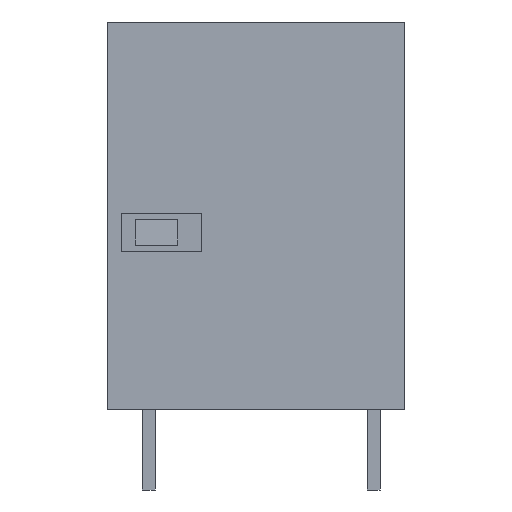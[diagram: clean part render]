
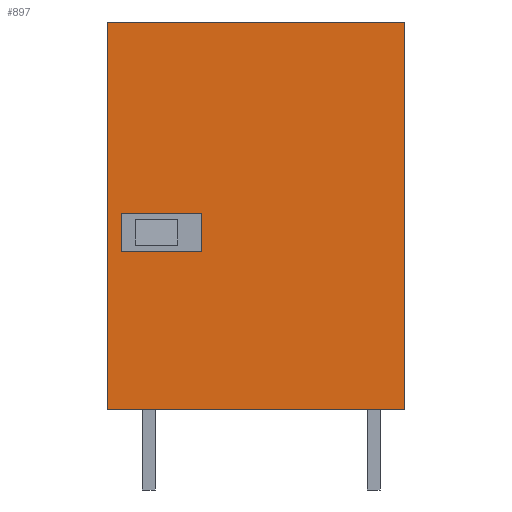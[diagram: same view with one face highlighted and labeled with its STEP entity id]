
A CAD part, left-side view. The second image highlights one B-rep face of the part: STEP entity #897.
In plain terms, the highlighted planar face has unit normal (-1, 0, 0).
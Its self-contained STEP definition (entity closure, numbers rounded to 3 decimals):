
#843=AXIS2_PLACEMENT_3D('Plane Axis2P3D',#840,#841,#842) ;
#49=CARTESIAN_POINT('Vertex',(0.,0.,5.)) ;
#52=CARTESIAN_POINT('Line Origine',(0.,9.25,5.)) ;
#56=CARTESIAN_POINT('Vertex',(0.,18.5,5.)) ;
#148=CARTESIAN_POINT('Line Origine',(0.,0.,17.075)) ;
#152=CARTESIAN_POINT('Vertex',(0.,0.,29.15)) ;
#840=CARTESIAN_POINT('Axis2P3D Location',(0.,18.5,0.)) ;
#845=CARTESIAN_POINT('Line Origine',(0.,9.25,29.15)) ;
#849=CARTESIAN_POINT('Vertex',(0.,18.5,29.15)) ;
#852=CARTESIAN_POINT('Line Origine',(0.,18.5,17.075)) ;
#863=CARTESIAN_POINT('Line Origine',(0.,15.151,17.25)) ;
#867=CARTESIAN_POINT('Vertex',(0.,12.651,17.25)) ;
#869=CARTESIAN_POINT('Vertex',(0.,17.65,17.25)) ;
#872=CARTESIAN_POINT('Line Origine',(0.,12.651,16.05)) ;
#876=CARTESIAN_POINT('Vertex',(0.,12.651,14.85)) ;
#879=CARTESIAN_POINT('Line Origine',(0.,15.151,14.85)) ;
#883=CARTESIAN_POINT('Vertex',(0.,17.65,14.85)) ;
#886=CARTESIAN_POINT('Line Origine',(0.,17.65,16.05)) ;
#53=DIRECTION('Vector Direction',(0.,-1.,0.)) ;
#149=DIRECTION('Vector Direction',(0.,0.,-1.)) ;
#841=DIRECTION('Axis2P3D Direction',(-1.,0.,0.)) ;
#842=DIRECTION('Axis2P3D XDirection',(0.,-1.,0.)) ;
#846=DIRECTION('Vector Direction',(0.,1.,0.)) ;
#853=DIRECTION('Vector Direction',(0.,0.,-1.)) ;
#864=DIRECTION('Vector Direction',(0.,1.,0.)) ;
#873=DIRECTION('Vector Direction',(0.,0.,1.)) ;
#880=DIRECTION('Vector Direction',(0.,-1.,0.)) ;
#887=DIRECTION('Vector Direction',(0.,0.,-1.)) ;
#54=VECTOR('Line Direction',#53,1.) ;
#150=VECTOR('Line Direction',#149,1.) ;
#847=VECTOR('Line Direction',#846,1.) ;
#854=VECTOR('Line Direction',#853,1.) ;
#865=VECTOR('Line Direction',#864,1.) ;
#874=VECTOR('Line Direction',#873,1.) ;
#881=VECTOR('Line Direction',#880,1.) ;
#888=VECTOR('Line Direction',#887,1.) ;
#858=ORIENTED_EDGE('',*,*,#851,.T.) ;
#859=ORIENTED_EDGE('',*,*,#856,.T.) ;
#860=ORIENTED_EDGE('',*,*,#58,.T.) ;
#861=ORIENTED_EDGE('',*,*,#154,.T.) ;
#892=ORIENTED_EDGE('',*,*,#871,.F.) ;
#893=ORIENTED_EDGE('',*,*,#878,.F.) ;
#894=ORIENTED_EDGE('',*,*,#885,.F.) ;
#895=ORIENTED_EDGE('',*,*,#890,.F.) ;
#896=FACE_BOUND('',#891,.T.) ;
#897=ADVANCED_FACE('HOUSING',(#862,#896),#844,.T.) ;
#58=EDGE_CURVE('',#57,#50,#55,.T.) ;
#154=EDGE_CURVE('',#50,#153,#151,.F.) ;
#851=EDGE_CURVE('',#153,#850,#848,.T.) ;
#856=EDGE_CURVE('',#850,#57,#855,.T.) ;
#871=EDGE_CURVE('',#868,#870,#866,.T.) ;
#878=EDGE_CURVE('',#877,#868,#875,.T.) ;
#885=EDGE_CURVE('',#884,#877,#882,.T.) ;
#890=EDGE_CURVE('',#870,#884,#889,.T.) ;
#857=EDGE_LOOP('',(#858,#859,#860,#861)) ;
#891=EDGE_LOOP('',(#892,#893,#894,#895)) ;
#862=FACE_OUTER_BOUND('',#857,.T.) ;
#55=LINE('Line',#52,#54) ;
#151=LINE('Line',#148,#150) ;
#848=LINE('Line',#845,#847) ;
#855=LINE('Line',#852,#854) ;
#866=LINE('Line',#863,#865) ;
#875=LINE('Line',#872,#874) ;
#882=LINE('Line',#879,#881) ;
#889=LINE('Line',#886,#888) ;
#844=PLANE('',#843) ;
#50=VERTEX_POINT('',#49) ;
#57=VERTEX_POINT('',#56) ;
#153=VERTEX_POINT('',#152) ;
#850=VERTEX_POINT('',#849) ;
#868=VERTEX_POINT('',#867) ;
#870=VERTEX_POINT('',#869) ;
#877=VERTEX_POINT('',#876) ;
#884=VERTEX_POINT('',#883) ;
